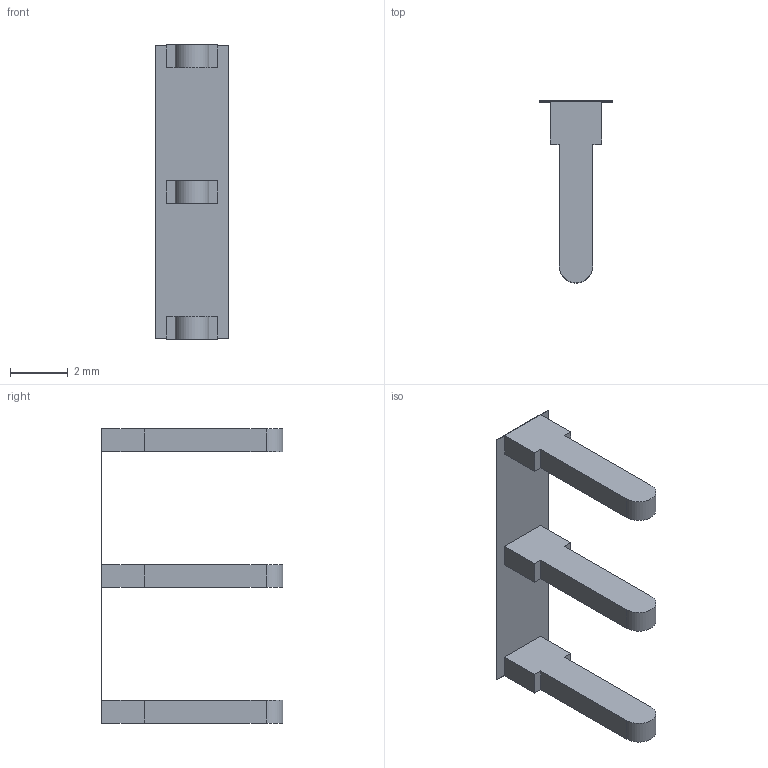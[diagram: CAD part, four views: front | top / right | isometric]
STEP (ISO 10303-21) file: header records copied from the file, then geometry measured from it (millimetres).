
FILE_DESCRIPTION(/* description */ ('M2T Series - Process Sealed Miniature Toggles - Terminals-'),/* implementation_level */ '2;1');
FILE_NAME(/* name */ 'M2T1SW03trmnls.ipt.step',/* time_stamp */ '2014-01-01T17:34:14-08:00',/* author */ ('Cadenas PARTsolutions'),/* organization */ ('NKKSWITCHES'),/* preprocessor_version */ 'ST-DEVELOPER v15.2',/* originating_system */ 'Autodesk Inventor 2014',/* authorisation */ '');
FILE_SCHEMA (('AUTOMOTIVE_DESIGN { 1 0 10303 214 3 1 1 }'));
Length unit declared in the file: inch
Products named in the file (1): M2T1SW03trmnls
Bounding box: 2.54 x 6.3 x 10.19 mm (x, y, z)
Volume: 19.7 mm3; surface area: 129.3 mm2
Topology: 1 solids, 1 shells, 35 faces, 92 edges, 60 vertices
Faces by surface type: plane 32, cylinder 3
Entity records: 1083 total; most frequent: CARTESIAN_POINT 188, ORIENTED_EDGE 184, DIRECTION 170, EDGE_CURVE 92, LINE 86, VECTOR 86, VERTEX_POINT 60, AXIS2_PLACEMENT_3D 42
